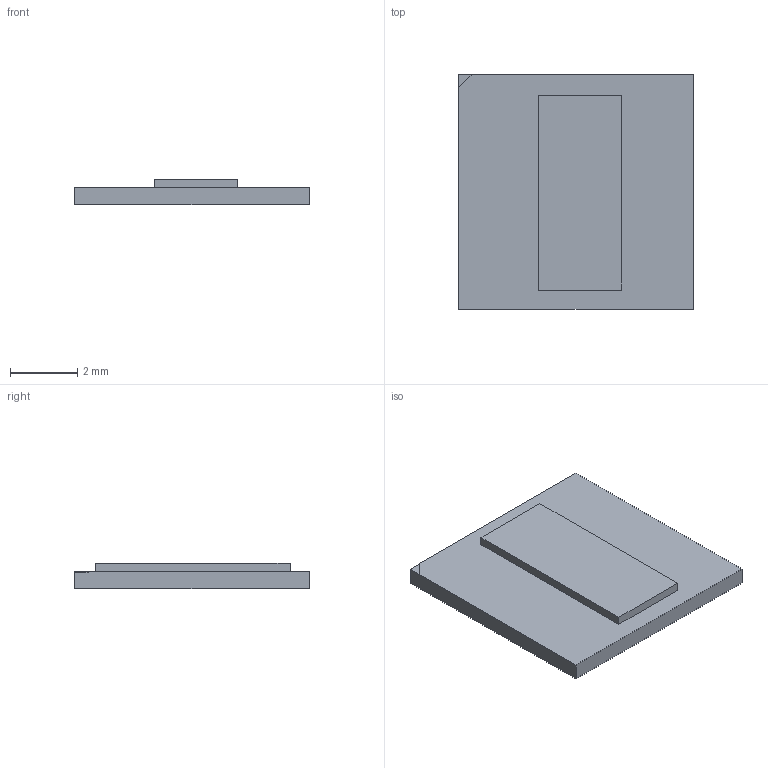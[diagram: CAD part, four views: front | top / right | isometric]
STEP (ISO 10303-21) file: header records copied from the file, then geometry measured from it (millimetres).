
FILE_DESCRIPTION(/* description */ (''),/* implementation_level */ '2;1');
FILE_NAME(/* name */ '115-2921-000_1.stp',/* time_stamp */ '2023-11-01T20:46:09+03:00',/* author */ (''),/* organization */ (''),/* preprocessor_version */ 'ST-DEVELOPER v16.7',/* originating_system */ 'SIEMENS PLM Software NX 12.0',/* authorisation */ '');
FILE_SCHEMA (('AUTOMOTIVE_DESIGN { 1 0 10303 214 3 1 1 1 }'));
Length unit declared in the file: millimetre
Products named in the file (1): 115-2921-000_1
Bounding box: 7 x 7 x 0.77 mm (x, y, z)
Volume: 28.7 mm3; surface area: 116.6 mm2
Topology: 1 solids, 1 shells, 13 faces, 30 edges, 20 vertices
Faces by surface type: plane 13
Entity records: 439 total; most frequent: CARTESIAN_POINT 64, ORIENTED_EDGE 60, DIRECTION 58, EDGE_CURVE 30, LINE 30, VECTOR 30, VERTEX_POINT 20, EDGE_LOOP 14
